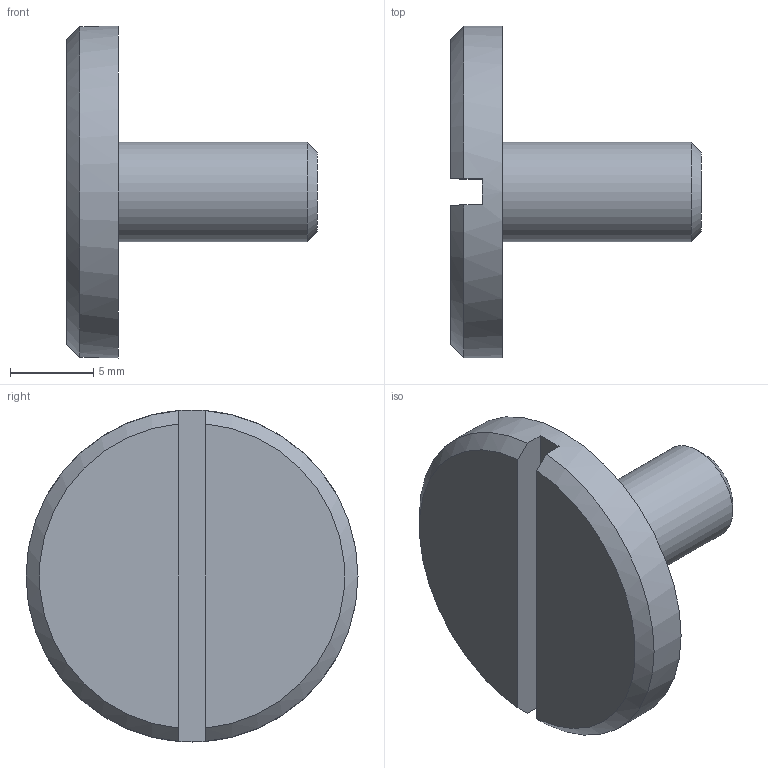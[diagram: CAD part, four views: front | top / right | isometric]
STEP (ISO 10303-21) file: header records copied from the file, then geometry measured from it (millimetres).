
FILE_DESCRIPTION(/* description */ ('Flachkopfschraube mit Schlitz DIN 921 - M6 x 12'),/* implementation_level */ '2;1');
FILE_NAME(/* name */ 'ZEI_CAD_212074-0-REV00_#SALL_#AIN_#V1.step',/* time_stamp */ '2022-09-15T21:14:33+02:00',/* author */ ('MiniTec'),/* organization */ ('MiniTec GmbH & Co.KG'),/* preprocessor_version */ 'ST-DEVELOPER v18.1',/* originating_system */ 'Autodesk Inventor 2021',/* authorisation */ '');
FILE_SCHEMA (('CONFIG_CONTROL_DESIGN'));
Length unit declared in the file: millimetre
Products named in the file (1): leer
Bounding box: 15.1 x 20 x 20 mm (x, y, z)
Volume: 1230.6 mm3; surface area: 1081.6 mm2
Topology: 1 solids, 1 shells, 12 faces, 27 edges, 18 vertices
Faces by surface type: plane 7, cone 3, cylinder 2
Full cylindrical faces by diameter (mm): 6 x1, 20 x1
Entity records: 380 total; most frequent: CARTESIAN_POINT 66, DIRECTION 61, ORIENTED_EDGE 54, EDGE_CURVE 27, AXIS2_PLACEMENT_3D 25, VERTEX_POINT 18, EDGE_LOOP 13, FACE_OUTER_BOUND 12
